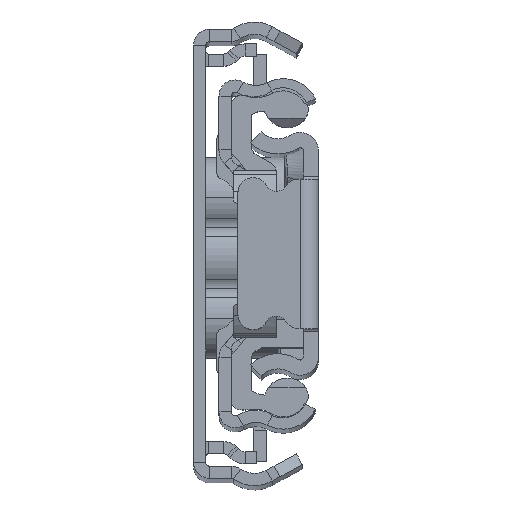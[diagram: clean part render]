
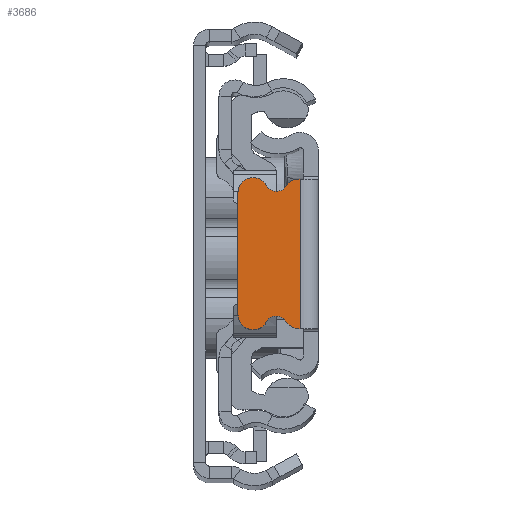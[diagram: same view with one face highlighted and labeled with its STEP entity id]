
A CAD part, top view. The second image highlights one B-rep face of the part: STEP entity #3686.
In plain terms, the highlighted planar face has unit normal (0, 0, 1).
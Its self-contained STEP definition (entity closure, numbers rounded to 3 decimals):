
#135 = EDGE_CURVE ( 'NONE', #14096, #23968, #12710, .T. ) ;
#207 = DIRECTION ( 'NONE',  ( 0., -1., 0. ) ) ;
#440 = CIRCLE ( 'NONE', #19338, 1.5 ) ;
#681 = DIRECTION ( 'NONE',  ( 1., 0., 0. ) ) ;
#1092 = CARTESIAN_POINT ( 'NONE',  ( -6.429, 6., 0. ) ) ;
#1376 = DIRECTION ( 'NONE',  ( 1., 0., 0. ) ) ;
#1497 = EDGE_CURVE ( 'NONE', #15284, #11610, #440, .T. ) ;
#2217 = DIRECTION ( 'NONE',  ( 0., 0., 1. ) ) ;
#2541 = ORIENTED_EDGE ( 'NONE', *, *, #8462, .T. ) ;
#3420 = EDGE_CURVE ( 'NONE', #13735, #23968, #21432, .T. ) ;
#3565 = VERTEX_POINT ( 'NONE', #14347 ) ;
#3686 = ADVANCED_FACE ( 'NONE', ( #8685 ), #24514, .T. ) ;
#4657 = DIRECTION ( 'NONE',  ( 0., -1., 0. ) ) ;
#5472 = CIRCLE ( 'NONE', #23952, 1.5 ) ;
#5966 = DIRECTION ( 'NONE',  ( 0., 0., 1. ) ) ;
#6141 = AXIS2_PLACEMENT_3D ( 'NONE', #15622, #23044, #7572 ) ;
#6305 = DIRECTION ( 'NONE',  ( 1., 0., 0. ) ) ;
#6492 = EDGE_CURVE ( 'NONE', #9064, #19502, #9739, .T. ) ;
#6642 = CARTESIAN_POINT ( 'NONE',  ( -3.206, -6.658, 0. ) ) ;
#6706 = CARTESIAN_POINT ( 'NONE',  ( -5.109, 6.713, 0. ) ) ;
#7304 = VERTEX_POINT ( 'NONE', #21550 ) ;
#7351 = VECTOR ( 'NONE', #4657, 1000. ) ;
#7572 = DIRECTION ( 'NONE',  ( 1., 0., 0. ) ) ;
#7679 = DIRECTION ( 'NONE',  ( -1., 0., 0. ) ) ;
#7779 = AXIS2_PLACEMENT_3D ( 'NONE', #12821, #13079, #1376 ) ;
#8462 = EDGE_CURVE ( 'NONE', #11610, #13735, #8533, .T. ) ;
#8533 = CIRCLE ( 'NONE', #24178, 1.1 ) ;
#8572 = LINE ( 'NONE', #16242, #7351 ) ;
#8685 = FACE_OUTER_BOUND ( 'NONE', #14584, .T. ) ;
#8900 = DIRECTION ( 'NONE',  ( -1., 0., 0. ) ) ;
#9064 = VERTEX_POINT ( 'NONE', #15751 ) ;
#9315 = ORIENTED_EDGE ( 'NONE', *, *, #1497, .T. ) ;
#9685 = ORIENTED_EDGE ( 'NONE', *, *, #19559, .T. ) ;
#9739 = LINE ( 'NONE', #24079, #21634 ) ;
#10266 = CARTESIAN_POINT ( 'NONE',  ( -1.929, -7.37, 0. ) ) ;
#11542 = EDGE_CURVE ( 'NONE', #7304, #21048, #18935, .T. ) ;
#11610 = VERTEX_POINT ( 'NONE', #16997 ) ;
#11730 = DIRECTION ( 'NONE',  ( 0., 0., -1. ) ) ;
#12102 = ORIENTED_EDGE ( 'NONE', *, *, #24703, .T. ) ;
#12363 = CARTESIAN_POINT ( 'NONE',  ( -4.142, 7.236, 0. ) ) ;
#12710 = LINE ( 'NONE', #16730, #20538 ) ;
#12821 = CARTESIAN_POINT ( 'NONE',  ( 244.071, 0., 0. ) ) ;
#13079 = DIRECTION ( 'NONE',  ( 0., 0., 1. ) ) ;
#13225 = CARTESIAN_POINT ( 'NONE',  ( -4.142, -7.236, 0. ) ) ;
#13241 = EDGE_CURVE ( 'NONE', #19502, #14096, #8572, .T. ) ;
#13570 = DIRECTION ( 'NONE',  ( -1., 0., 0. ) ) ;
#13735 = VERTEX_POINT ( 'NONE', #6642 ) ;
#14038 = CARTESIAN_POINT ( 'NONE',  ( -7.929, -6., 0. ) ) ;
#14061 = EDGE_CURVE ( 'NONE', #3565, #15284, #16037, .T. ) ;
#14096 = VERTEX_POINT ( 'NONE', #23225 ) ;
#14347 = CARTESIAN_POINT ( 'NONE',  ( -7.929, 6., 0. ) ) ;
#14584 = EDGE_LOOP ( 'NONE', ( #18905, #15184, #9685, #16529, #12102, #24381, #9315, #2541, #18202, #16234 ) ) ;
#14826 = CARTESIAN_POINT ( 'NONE',  ( -1.75, 7.37, 0. ) ) ;
#15184 = ORIENTED_EDGE ( 'NONE', *, *, #6492, .F. ) ;
#15284 = VERTEX_POINT ( 'NONE', #20218 ) ;
#15622 = CARTESIAN_POINT ( 'NONE',  ( -1.929, -5.87, 0. ) ) ;
#15751 = CARTESIAN_POINT ( 'NONE',  ( -1.929, 7.37, 0. ) ) ;
#16037 = LINE ( 'NONE', #14038, #18071 ) ;
#16234 = ORIENTED_EDGE ( 'NONE', *, *, #135, .F. ) ;
#16242 = CARTESIAN_POINT ( 'NONE',  ( -1.75, 0., 0. ) ) ;
#16529 = ORIENTED_EDGE ( 'NONE', *, *, #11542, .T. ) ;
#16730 = CARTESIAN_POINT ( 'NONE',  ( -1.929, -7.37, 0. ) ) ;
#16997 = CARTESIAN_POINT ( 'NONE',  ( -5.109, -6.713, 0. ) ) ;
#17763 = DIRECTION ( 'NONE',  ( 1., 0., 0. ) ) ;
#18071 = VECTOR ( 'NONE', #207, 1000. ) ;
#18202 = ORIENTED_EDGE ( 'NONE', *, *, #3420, .T. ) ;
#18905 = ORIENTED_EDGE ( 'NONE', *, *, #13241, .F. ) ;
#18935 = CIRCLE ( 'NONE', #21732, 1.1 ) ;
#19338 = AXIS2_PLACEMENT_3D ( 'NONE', #23204, #5966, #681 ) ;
#19502 = VERTEX_POINT ( 'NONE', #14826 ) ;
#19559 = EDGE_CURVE ( 'NONE', #9064, #7304, #5472, .T. ) ;
#20045 = DIRECTION ( 'NONE',  ( 0., 0., -1. ) ) ;
#20218 = CARTESIAN_POINT ( 'NONE',  ( -7.929, -6., 0. ) ) ;
#20267 = DIRECTION ( 'NONE',  ( -1., 0., 0. ) ) ;
#20538 = VECTOR ( 'NONE', #20267, 1000. ) ;
#21048 = VERTEX_POINT ( 'NONE', #6706 ) ;
#21432 = CIRCLE ( 'NONE', #6141, 1.5 ) ;
#21550 = CARTESIAN_POINT ( 'NONE',  ( -3.206, 6.658, 0. ) ) ;
#21598 = CARTESIAN_POINT ( 'NONE',  ( -1.929, 5.87, 0. ) ) ;
#21634 = VECTOR ( 'NONE', #6305, 1000. ) ;
#21732 = AXIS2_PLACEMENT_3D ( 'NONE', #12363, #20045, #17763 ) ;
#21774 = AXIS2_PLACEMENT_3D ( 'NONE', #1092, #22601, #8900 ) ;
#22601 = DIRECTION ( 'NONE',  ( 0., 0., 1. ) ) ;
#23044 = DIRECTION ( 'NONE',  ( 0., 0., 1. ) ) ;
#23204 = CARTESIAN_POINT ( 'NONE',  ( -6.429, -6., 0. ) ) ;
#23225 = CARTESIAN_POINT ( 'NONE',  ( -1.75, -7.37, 0. ) ) ;
#23362 = CIRCLE ( 'NONE', #21774, 1.5 ) ;
#23952 = AXIS2_PLACEMENT_3D ( 'NONE', #21598, #2217, #13570 ) ;
#23968 = VERTEX_POINT ( 'NONE', #10266 ) ;
#24079 = CARTESIAN_POINT ( 'NONE',  ( -1.929, 7.37, 0. ) ) ;
#24178 = AXIS2_PLACEMENT_3D ( 'NONE', #13225, #11730, #7679 ) ;
#24381 = ORIENTED_EDGE ( 'NONE', *, *, #14061, .T. ) ;
#24514 = PLANE ( 'NONE',  #7779 ) ;
#24703 = EDGE_CURVE ( 'NONE', #21048, #3565, #23362, .T. ) ;
